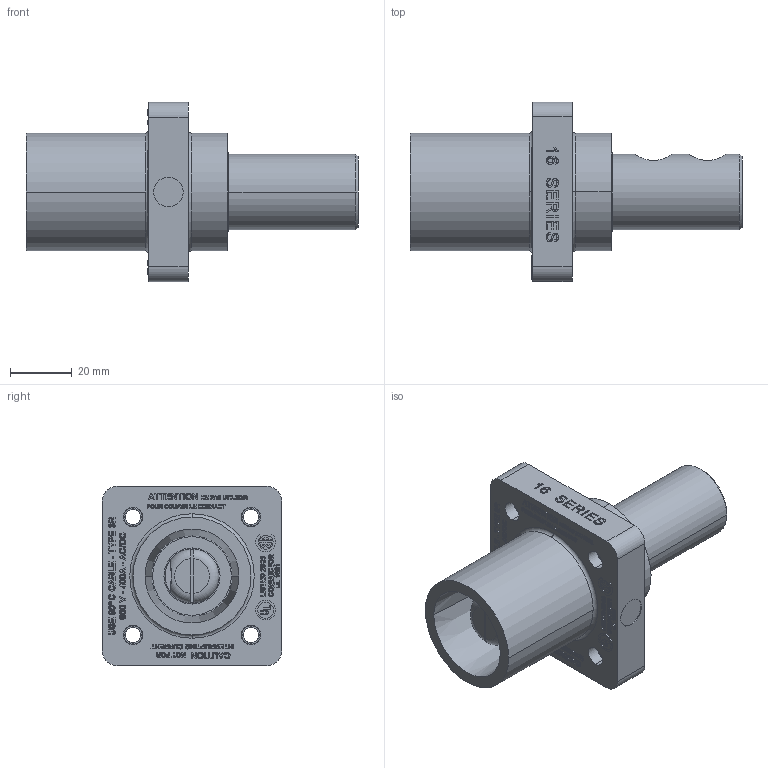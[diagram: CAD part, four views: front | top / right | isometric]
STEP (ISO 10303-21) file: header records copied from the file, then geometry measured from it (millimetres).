
FILE_DESCRIPTION (( 'STEP AP214' ), '1' );
FILE_NAME ('ORC6333-M01.STEP', '2025-04-28T18:43:11', ( '' ), ( '' ), 'SwSTEP 2.0', 'SolidWorks 2024', '' );
FILE_SCHEMA (( 'AUTOMOTIVE_DESIGN' ));
Length unit declared in the file: inch
Products named in the file (1): ORC6333-M01
Bounding box: 107.29 x 57.94 x 57.94 mm (x, y, z)
Volume: 103912.8 mm3; surface area: 43329.9 mm2
Topology: 8 solids, 8 shells, 2666 faces, 6797 edges, 4354 vertices
Faces by surface type: plane 1329, bspline 742, cylinder 371, torus 82, sphere 72, cone 70
Entity records: 118458 total; most frequent: CARTESIAN_POINT 58641, ORIENTED_EDGE 13550, DIRECTION 10008, EDGE_CURVE 6775, VERTEX_POINT 4354, VECTOR 4302, LINE 4302, EDGE_LOOP 2943
